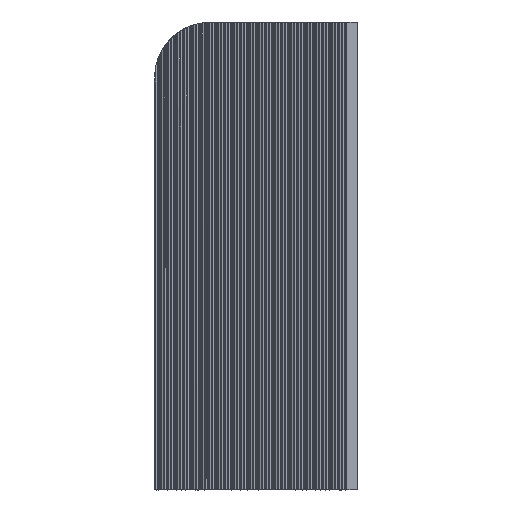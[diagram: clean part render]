
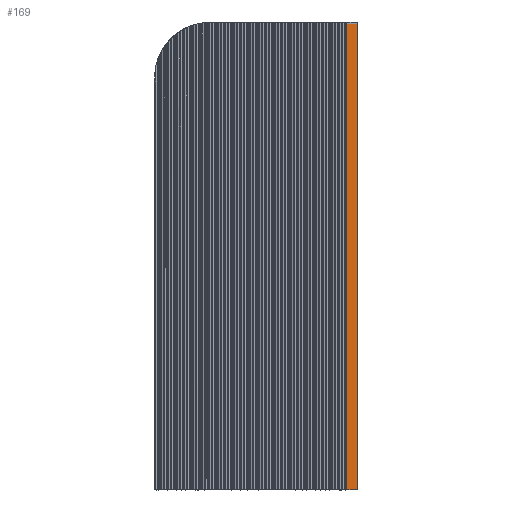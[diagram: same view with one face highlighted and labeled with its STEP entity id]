
A CAD part, front view. The second image highlights one B-rep face of the part: STEP entity #169.
In plain terms, the highlighted face is planar.
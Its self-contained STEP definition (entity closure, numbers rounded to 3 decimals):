
#169=ADVANCED_FACE('',(#826),#11086,.T.);
#826=FACE_OUTER_BOUND('',#1485,.T.);
#1485=EDGE_LOOP('',(#2532,#2533,#2534,#2535));
#2532=ORIENTED_EDGE('',*,*,#6170,.F.);
#2533=ORIENTED_EDGE('',*,*,#6140,.T.);
#2534=ORIENTED_EDGE('',*,*,#6171,.F.);
#2535=ORIENTED_EDGE('',*,*,#6107,.F.);
#6107=EDGE_CURVE('',#9942,#9943,#7981,.T.);
#6140=EDGE_CURVE('',#10002,#10001,#8012,.T.);
#6170=EDGE_CURVE('',#10002,#9942,#8042,.T.);
#6171=EDGE_CURVE('',#9943,#10001,#8043,.T.);
#7981=B_SPLINE_CURVE_WITH_KNOTS('',1,(#13982,#13983),.UNSPECIFIED.,.F.,
 .F.,(2,2),(0.,47.5),.UNSPECIFIED.);
#8012=B_SPLINE_CURVE_WITH_KNOTS('',1,(#14050,#14051),.UNSPECIFIED.,.F.,
 .F.,(2,2),(-47.5,0.),.UNSPECIFIED.);
#8042=B_SPLINE_CURVE_WITH_KNOTS('',1,(#14110,#14111),.UNSPECIFIED.,.F.,
 .F.,(2,2),(-2100.,0.),.UNSPECIFIED.);
#8043=B_SPLINE_CURVE_WITH_KNOTS('',1,(#14112,#14113),.UNSPECIFIED.,.F.,
 .F.,(2,2),(-2100.,0.),.UNSPECIFIED.);
#9942=VERTEX_POINT('',#13736);
#9943=VERTEX_POINT('',#13737);
#10001=VERTEX_POINT('',#13795);
#10002=VERTEX_POINT('',#13796);
#11086=PLANE('',#11904);
#11904=AXIS2_PLACEMENT_3D('',#13577,#12573,$);
#12573=DIRECTION('',(-1.,0.,0.));
#13577=CARTESIAN_POINT('',(-2728.292,731.481,-1260.));
#13736=CARTESIAN_POINT('',(-2728.292,783.731,1050.));
#13737=CARTESIAN_POINT('',(-2728.292,736.231,1050.));
#13795=CARTESIAN_POINT('',(-2728.292,736.231,-1050.));
#13796=CARTESIAN_POINT('',(-2728.292,783.731,-1050.));
#13982=CARTESIAN_POINT('',(-2728.292,783.731,1050.));
#13983=CARTESIAN_POINT('',(-2728.292,736.231,1050.));
#14050=CARTESIAN_POINT('',(-2728.292,783.731,-1050.));
#14051=CARTESIAN_POINT('',(-2728.292,736.231,-1050.));
#14110=CARTESIAN_POINT('',(-2728.292,783.731,-1050.));
#14111=CARTESIAN_POINT('',(-2728.292,783.731,1050.));
#14112=CARTESIAN_POINT('',(-2728.292,736.231,1050.));
#14113=CARTESIAN_POINT('',(-2728.292,736.231,-1050.));
